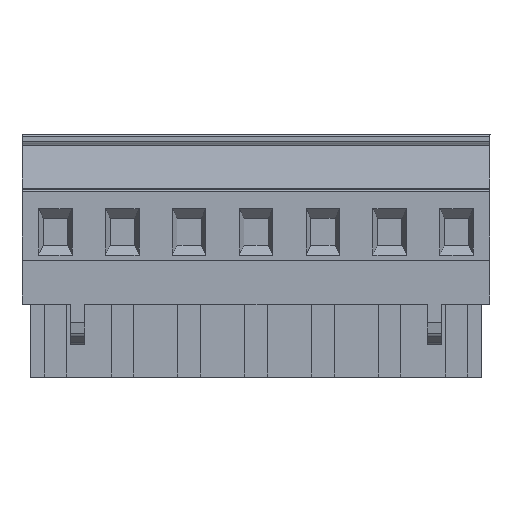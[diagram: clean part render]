
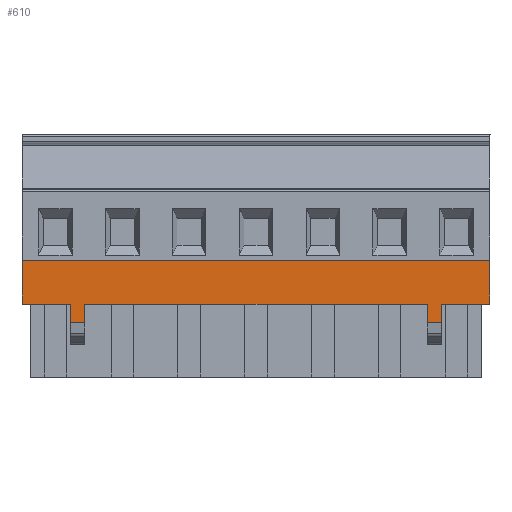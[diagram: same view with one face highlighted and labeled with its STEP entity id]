
A CAD part, top view. The second image highlights one B-rep face of the part: STEP entity #610.
In plain terms, the highlighted planar face has unit normal (0, 0, 1).
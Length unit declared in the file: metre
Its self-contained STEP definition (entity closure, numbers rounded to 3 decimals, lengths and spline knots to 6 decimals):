
#610=ADVANCED_FACE('',(#1364),#1365,.T.);
#1364=FACE_OUTER_BOUND('',#2236,.T.);
#1365=PLANE('',#2237);
#2236=EDGE_LOOP('',(#3983,#3984,#3985,#3986,#3987,#3988,#3989,#3990,#3991,#3992,#3993,#3994));
#2237=AXIS2_PLACEMENT_3D('',#3995,#3996,#3997);
#3983=ORIENTED_EDGE('',*,*,#5626,.T.);
#3984=ORIENTED_EDGE('',*,*,#5627,.T.);
#3985=ORIENTED_EDGE('',*,*,#4951,.F.);
#3986=ORIENTED_EDGE('',*,*,#5325,.F.);
#3987=ORIENTED_EDGE('',*,*,#5628,.T.);
#3988=ORIENTED_EDGE('',*,*,#5629,.F.);
#3989=ORIENTED_EDGE('',*,*,#5482,.F.);
#3990=ORIENTED_EDGE('',*,*,#4992,.T.);
#3991=ORIENTED_EDGE('',*,*,#5630,.T.);
#3992=ORIENTED_EDGE('',*,*,#5339,.T.);
#3993=ORIENTED_EDGE('',*,*,#5631,.T.);
#3994=ORIENTED_EDGE('',*,*,#5086,.F.);
#3995=CARTESIAN_POINT('',(0.0,0.000044,0.0));
#3996=DIRECTION('',(0.0,0.0,1.0));
#3997=DIRECTION('',(1.0,0.0,0.0));
#4951=EDGE_CURVE('',#5862,#5865,#5866,.T.);
#4992=EDGE_CURVE('',#5943,#5941,#5944,.T.);
#5086=EDGE_CURVE('',#6106,#6108,#6109,.T.);
#5325=EDGE_CURVE('',#6498,#5862,#6500,.T.);
#5339=EDGE_CURVE('',#6512,#6521,#6523,.T.);
#5482=EDGE_CURVE('',#5943,#6740,#6741,.T.);
#5626=EDGE_CURVE('',#6106,#6927,#6928,.T.);
#5627=EDGE_CURVE('',#6927,#5865,#6929,.T.);
#5628=EDGE_CURVE('',#6498,#6930,#6931,.T.);
#5629=EDGE_CURVE('',#6740,#6930,#6932,.T.);
#5630=EDGE_CURVE('',#5941,#6512,#6933,.T.);
#5631=EDGE_CURVE('',#6521,#6108,#6934,.T.);
#5862=VERTEX_POINT('',#7205);
#5865=VERTEX_POINT('',#7209);
#5866=LINE('',#7210,#7211);
#5941=VERTEX_POINT('',#7310);
#5943=VERTEX_POINT('',#7313);
#5944=LINE('',#7314,#7315);
#6106=VERTEX_POINT('',#7532);
#6108=VERTEX_POINT('',#7535);
#6109=LINE('',#7536,#7537);
#6498=VERTEX_POINT('',#8068);
#6500=LINE('',#8071,#8072);
#6512=VERTEX_POINT('',#8086);
#6521=VERTEX_POINT('',#8098);
#6523=LINE('',#8101,#8102);
#6740=VERTEX_POINT('',#8419);
#6741=LINE('',#8420,#8421);
#6927=VERTEX_POINT('',#8685);
#6928=LINE('',#8686,#8687);
#6929=LINE('',#8688,#8689);
#6930=VERTEX_POINT('',#8690);
#6931=LINE('',#8691,#8692);
#6932=LINE('',#8693,#8694);
#6933=LINE('',#8695,#8696);
#6934=LINE('',#8697,#8698);
#7205=CARTESIAN_POINT('',(0.04779,-0.002108,0.0));
#7209=CARTESIAN_POINT('',(0.04619,-0.002108,0.0));
#7210=CARTESIAN_POINT('',(0.0495,-0.002108,0.0));
#7211=VECTOR('',#9045,1.0);
#7310=CARTESIAN_POINT('',(0.0,0.,0.0));
#7313=CARTESIAN_POINT('',(0.,0.005,0.0));
#7314=CARTESIAN_POINT('',(0.0,0.000044,0.0));
#7315=VECTOR('',#9104,1.0);
#7532=CARTESIAN_POINT('',(0.00715,0.,0.0));
#7535=CARTESIAN_POINT('',(0.00715,-0.002108,0.0));
#7536=CARTESIAN_POINT('',(0.00715,-0.00323,0.0));
#7537=VECTOR('',#9224,1.0);
#8068=CARTESIAN_POINT('',(0.04779,0.,0.0));
#8071=CARTESIAN_POINT('',(0.04779,-0.015851,0.0));
#8072=VECTOR('',#9482,1.0);
#8086=CARTESIAN_POINT('',(0.00555,0.,0.0));
#8098=CARTESIAN_POINT('',(0.00555,-0.002108,0.0));
#8101=CARTESIAN_POINT('',(0.00555,-0.015851,0.0));
#8102=VECTOR('',#9507,1.0);
#8419=CARTESIAN_POINT('',(0.05334,0.005,0.0));
#8420=CARTESIAN_POINT('',(0.,0.005,0.0));
#8421=VECTOR('',#9670,1.0);
#8685=CARTESIAN_POINT('',(0.04619,0.,0.0));
#8686=CARTESIAN_POINT('',(0.0,0.,0.0));
#8687=VECTOR('',#9794,1.0);
#8688=CARTESIAN_POINT('',(0.04619,-0.00323,0.0));
#8689=VECTOR('',#9795,1.0);
#8690=CARTESIAN_POINT('',(0.05334,0.,0.0));
#8691=CARTESIAN_POINT('',(-0.01524,0.,0.0));
#8692=VECTOR('',#9796,1.0);
#8693=CARTESIAN_POINT('',(0.05334,0.000044,0.0));
#8694=VECTOR('',#9797,1.0);
#8695=CARTESIAN_POINT('',(0.0,0.,0.0));
#8696=VECTOR('',#9798,1.0);
#8697=CARTESIAN_POINT('',(0.00384,-0.002108,0.0));
#8698=VECTOR('',#9799,1.0);
#9045=DIRECTION('',(-1.0,0.,0.));
#9104=DIRECTION('',(0.,-1.,0.0));
#9224=DIRECTION('',(0.,-1.0,0.));
#9482=DIRECTION('',(0.,-1.0,0.));
#9507=DIRECTION('',(0.,-1.0,0.));
#9670=DIRECTION('',(1.0,0.,0.0));
#9794=DIRECTION('',(1.0,0.,0.0));
#9795=DIRECTION('',(0.,-1.0,0.));
#9796=DIRECTION('',(1.0,0.,0.0));
#9797=DIRECTION('',(0.,-1.,0.0));
#9798=DIRECTION('',(1.0,0.,0.0));
#9799=DIRECTION('',(1.0,0.,0.));
